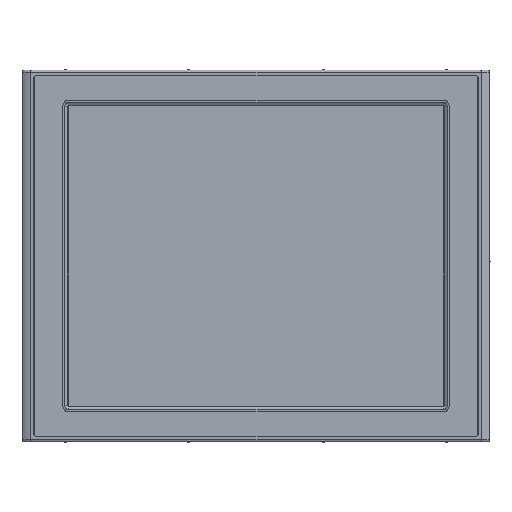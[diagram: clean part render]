
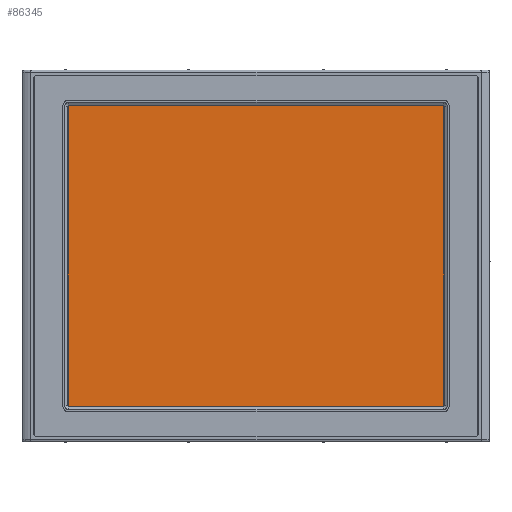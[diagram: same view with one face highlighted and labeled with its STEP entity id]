
A CAD part, top view. The second image highlights one B-rep face of the part: STEP entity #86345.
In plain terms, the highlighted planar face has unit normal (0, 0, 1).
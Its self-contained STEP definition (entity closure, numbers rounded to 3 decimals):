
#10130=FACE_OUTER_BOUND('',#15252,.T.);
#15252=EDGE_LOOP('',(#55316,#55317,#55318,#55319));
#21478=LINE('',#124332,#27898);
#21482=LINE('',#124340,#27902);
#21485=LINE('',#124346,#27905);
#21488=LINE('',#124351,#27908);
#27898=VECTOR('',#101204,303.);
#27902=VECTOR('',#101210,378.5);
#27905=VECTOR('',#101215,303.);
#27908=VECTOR('',#101220,378.5);
#34408=VERTEX_POINT('',#124330);
#34409=VERTEX_POINT('',#124331);
#34412=VERTEX_POINT('',#124339);
#34414=VERTEX_POINT('',#124345);
#42561=EDGE_CURVE('',#34408,#34409,#21478,.T.);
#42565=EDGE_CURVE('',#34409,#34412,#21482,.T.);
#42568=EDGE_CURVE('',#34412,#34414,#21485,.T.);
#42571=EDGE_CURVE('',#34414,#34408,#21488,.T.);
#55316=ORIENTED_EDGE('',*,*,#42561,.T.);
#55317=ORIENTED_EDGE('',*,*,#42565,.T.);
#55318=ORIENTED_EDGE('',*,*,#42568,.T.);
#55319=ORIENTED_EDGE('',*,*,#42571,.T.);
#78504=PLANE('',#91971);
#86345=ADVANCED_FACE('',(#10130),#78504,.T.);
#91971=AXIS2_PLACEMENT_3D('',#124353,#101222,#101223);
#101204=DIRECTION('',(0.,-1.,0.));
#101210=DIRECTION('',(1.,0.,0.));
#101215=DIRECTION('',(0.,1.,0.));
#101220=DIRECTION('',(-1.,0.,0.));
#101222=DIRECTION('center_axis',(0.,0.,
1.));
#101223=DIRECTION('ref_axis',(1.,0.,0.));
#124330=CARTESIAN_POINT('',(-189.25,151.5,3.));
#124331=CARTESIAN_POINT('',(-189.25,-151.5,3.));
#124332=CARTESIAN_POINT('',(-189.25,-151.5,3.));
#124339=CARTESIAN_POINT('',(189.25,-151.5,3.));
#124340=CARTESIAN_POINT('',(189.25,-151.5,3.));
#124345=CARTESIAN_POINT('',(189.25,151.5,3.));
#124346=CARTESIAN_POINT('',(189.25,151.5,3.));
#124351=CARTESIAN_POINT('',(-189.25,151.5,3.));
#124353=CARTESIAN_POINT('Origin',(0.,0.,
3.));
